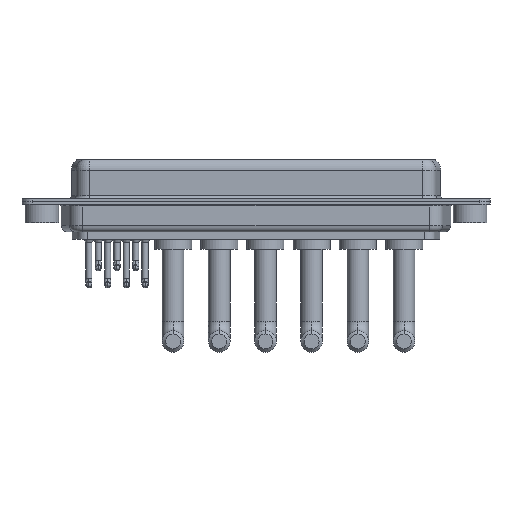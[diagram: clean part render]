
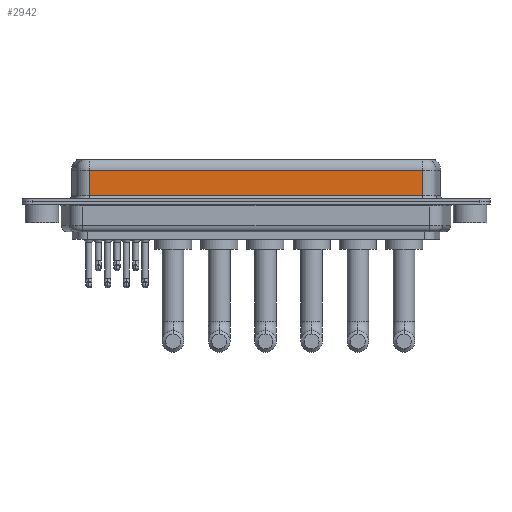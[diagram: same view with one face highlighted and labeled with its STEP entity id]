
A CAD part, front view. The second image highlights one B-rep face of the part: STEP entity #2942.
In plain terms, the highlighted planar face has unit normal (0, -1, 0).
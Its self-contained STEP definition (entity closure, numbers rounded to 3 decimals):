
#56 = ORIENTED_EDGE ( 'NONE', *, *, #12918, .T. ) ;
#613 = VERTEX_POINT ( 'NONE', #7657 ) ;
#1110 = DIRECTION ( 'NONE',  ( 1., 0., 0. ) ) ;
#2162 = DIRECTION ( 'NONE',  ( 0., 1., 0. ) ) ;
#2300 = DIRECTION ( 'NONE',  ( 0., 0., -1. ) ) ;
#2756 = VERTEX_POINT ( 'NONE', #11606 ) ;
#2942 = ADVANCED_FACE ( 'NONE', ( #15076 ), #7775, .F. ) ;
#3236 = DIRECTION ( 'NONE',  ( 0., 0., -1. ) ) ;
#3786 = LINE ( 'NONE', #11083, #7850 ) ;
#3845 = AXIS2_PLACEMENT_3D ( 'NONE', #9169, #2162, #7952 ) ;
#4262 = EDGE_LOOP ( 'NONE', ( #18101, #13641, #18203, #56 ) ) ;
#5187 = CARTESIAN_POINT ( 'NONE',  ( 7.038, -3.95, 4.65 ) ) ;
#5839 = VERTEX_POINT ( 'NONE', #8834 ) ;
#7232 = VECTOR ( 'NONE', #3236, 1000. ) ;
#7657 = CARTESIAN_POINT ( 'NONE',  ( 7.038, -3.95, 0.9 ) ) ;
#7775 = PLANE ( 'NONE',  #3845 ) ;
#7850 = VECTOR ( 'NONE', #18103, 1000. ) ;
#7952 = DIRECTION ( 'NONE',  ( 0., 0., 1. ) ) ;
#8193 = EDGE_CURVE ( 'NONE', #2756, #14489, #3786, .T. ) ;
#8198 = LINE ( 'NONE', #11191, #13145 ) ;
#8834 = CARTESIAN_POINT ( 'NONE',  ( 56.462, -3.95, 0.9 ) ) ;
#9169 = CARTESIAN_POINT ( 'NONE',  ( 56.462, -3.95, 6.4 ) ) ;
#10436 = LINE ( 'NONE', #11911, #7232 ) ;
#11083 = CARTESIAN_POINT ( 'NONE',  ( 56.462, -3.95, 4.65 ) ) ;
#11191 = CARTESIAN_POINT ( 'NONE',  ( 56.462, -3.95, 0.9 ) ) ;
#11431 = EDGE_CURVE ( 'NONE', #2756, #5839, #13793, .T. ) ;
#11606 = CARTESIAN_POINT ( 'NONE',  ( 56.462, -3.95, 4.65 ) ) ;
#11911 = CARTESIAN_POINT ( 'NONE',  ( 7.038, -3.95, 6.4 ) ) ;
#12918 = EDGE_CURVE ( 'NONE', #613, #5839, #8198, .T. ) ;
#13145 = VECTOR ( 'NONE', #1110, 1000. ) ;
#13641 = ORIENTED_EDGE ( 'NONE', *, *, #8193, .T. ) ;
#13673 = VECTOR ( 'NONE', #2300, 1000. ) ;
#13793 = LINE ( 'NONE', #13984, #13673 ) ;
#13984 = CARTESIAN_POINT ( 'NONE',  ( 56.462, -3.95, 6.4 ) ) ;
#14388 = EDGE_CURVE ( 'NONE', #14489, #613, #10436, .T. ) ;
#14489 = VERTEX_POINT ( 'NONE', #5187 ) ;
#15076 = FACE_OUTER_BOUND ( 'NONE', #4262, .T. ) ;
#18101 = ORIENTED_EDGE ( 'NONE', *, *, #11431, .F. ) ;
#18103 = DIRECTION ( 'NONE',  ( -1., 0., 0. ) ) ;
#18203 = ORIENTED_EDGE ( 'NONE', *, *, #14388, .T. ) ;
